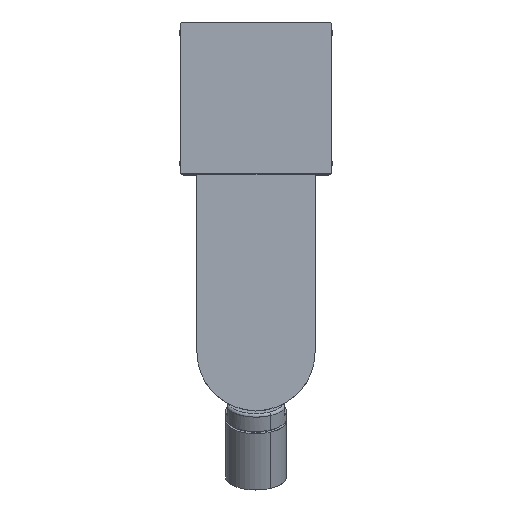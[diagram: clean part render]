
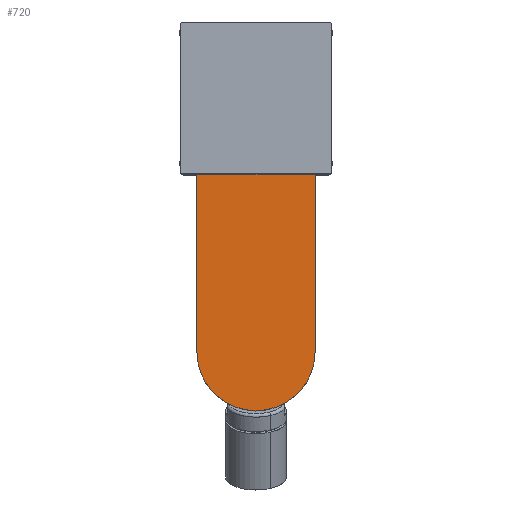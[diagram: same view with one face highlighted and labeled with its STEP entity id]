
A CAD part, top view. The second image highlights one B-rep face of the part: STEP entity #720.
In plain terms, the highlighted planar face has unit normal (0, 0, 1).
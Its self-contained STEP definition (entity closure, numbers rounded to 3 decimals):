
#655=CARTESIAN_POINT('Axis2P3D Location',(0.,150.,216.5)) ;
#660=CARTESIAN_POINT('Axis2P3D Location',(0.,150.,216.5)) ;
#664=CARTESIAN_POINT('Vertex',(17.5,150.,216.5)) ;
#666=CARTESIAN_POINT('Vertex',(-17.5,150.,216.5)) ;
#669=CARTESIAN_POINT('Line Origine',(-17.5,112.5,216.5)) ;
#673=CARTESIAN_POINT('Vertex',(-17.5,75.,216.5)) ;
#676=CARTESIAN_POINT('Axis2P3D Location',(0.,75.,216.5)) ;
#680=CARTESIAN_POINT('Vertex',(17.5,75.,216.5)) ;
#683=CARTESIAN_POINT('Line Origine',(17.5,112.5,216.5)) ;
#694=CARTESIAN_POINT('Axis2P3D Location',(0.,150.,216.5)) ;
#698=CARTESIAN_POINT('Vertex',(0.,136.25,216.5)) ;
#700=CARTESIAN_POINT('Vertex',(-11.908,143.125,216.5)) ;
#703=CARTESIAN_POINT('Axis2P3D Location',(0.,150.,216.5)) ;
#707=CARTESIAN_POINT('Vertex',(0.,163.75,216.5)) ;
#710=CARTESIAN_POINT('Axis2P3D Location',(0.,150.,216.5)) ;
#671=VECTOR('Line Direction',#670,1.) ;
#685=VECTOR('Line Direction',#684,1.) ;
#656=DIRECTION('Axis2P3D Direction',(0.,-0.,1.)) ;
#657=DIRECTION('Axis2P3D XDirection',(0.,1.,0.)) ;
#661=DIRECTION('Axis2P3D Direction',(0.,-0.,1.)) ;
#670=DIRECTION('Vector Direction',(0.,1.,0.)) ;
#677=DIRECTION('Axis2P3D Direction',(0.,-0.,1.)) ;
#684=DIRECTION('Vector Direction',(0.,-1.,0.)) ;
#695=DIRECTION('Axis2P3D Direction',(0.,-0.,1.)) ;
#704=DIRECTION('Axis2P3D Direction',(0.,-0.,1.)) ;
#711=DIRECTION('Axis2P3D Direction',(0.,-0.,1.)) ;
#658=AXIS2_PLACEMENT_3D('Plane Axis2P3D',#655,#656,#657) ;
#662=AXIS2_PLACEMENT_3D('Circle Axis2P3D',#660,#661,$) ;
#678=AXIS2_PLACEMENT_3D('Circle Axis2P3D',#676,#677,$) ;
#696=AXIS2_PLACEMENT_3D('Circle Axis2P3D',#694,#695,$) ;
#705=AXIS2_PLACEMENT_3D('Circle Axis2P3D',#703,#704,$) ;
#712=AXIS2_PLACEMENT_3D('Circle Axis2P3D',#710,#711,$) ;
#672=LINE('Line',#669,#671) ;
#686=LINE('Line',#683,#685) ;
#663=CIRCLE('generated circle',#662,17.5) ;
#679=CIRCLE('generated circle',#678,17.5) ;
#697=CIRCLE('generated circle',#696,13.75) ;
#706=CIRCLE('generated circle',#705,13.75) ;
#713=CIRCLE('generated circle',#712,13.75) ;
#659=PLANE('',#658) ;
#719=FACE_BOUND('',#715,.T.) ;
#668=EDGE_CURVE('',#665,#667,#663,.T.) ;
#675=EDGE_CURVE('',#667,#674,#672,.F.) ;
#682=EDGE_CURVE('',#674,#681,#679,.T.) ;
#687=EDGE_CURVE('',#681,#665,#686,.F.) ;
#702=EDGE_CURVE('',#699,#701,#697,.F.) ;
#709=EDGE_CURVE('',#701,#708,#706,.F.) ;
#714=EDGE_CURVE('',#708,#699,#713,.F.) ;
#689=ORIENTED_EDGE('',*,*,#668,.T.) ;
#690=ORIENTED_EDGE('',*,*,#675,.T.) ;
#691=ORIENTED_EDGE('',*,*,#682,.T.) ;
#692=ORIENTED_EDGE('',*,*,#687,.T.) ;
#716=ORIENTED_EDGE('',*,*,#702,.T.) ;
#717=ORIENTED_EDGE('',*,*,#709,.T.) ;
#718=ORIENTED_EDGE('',*,*,#714,.T.) ;
#688=EDGE_LOOP('',(#689,#690,#691,#692)) ;
#715=EDGE_LOOP('',(#716,#717,#718)) ;
#665=VERTEX_POINT('',#664) ;
#667=VERTEX_POINT('',#666) ;
#674=VERTEX_POINT('',#673) ;
#681=VERTEX_POINT('',#680) ;
#699=VERTEX_POINT('',#698) ;
#701=VERTEX_POINT('',#700) ;
#708=VERTEX_POINT('',#707) ;
#720=ADVANCED_FACE('Superficie.63',(#693,#719),#659,.T.) ;
#693=FACE_OUTER_BOUND('',#688,.T.) ;
